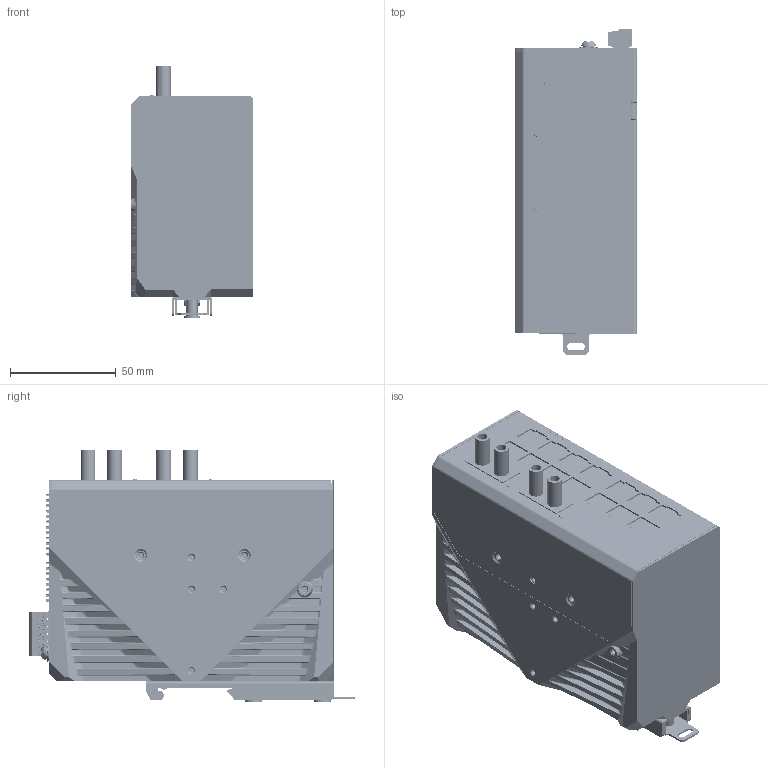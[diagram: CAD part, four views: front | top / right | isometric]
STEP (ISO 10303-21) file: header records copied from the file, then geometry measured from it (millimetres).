
FILE_DESCRIPTION((''),'2;1');
FILE_NAME('3D_EDS_2016_ML_ST','2020-01-08T13:40:47',('Dacia_Yao'),('PTC'),'CREO PARAMETRIC BY PTC INC, 2018020','CREO PARAMETRIC BY PTC INC, 2018020','');
FILE_SCHEMA(('AUTOMOTIVE_DESIGN { 1 0 10303 214 1 1 1 1 }'));
Products named in the file (1): 3D_EDS_2016_ML_ST
Bounding box: 58 x 153.67 x 119.53 mm (x, y, z)
Volume: 54387.4 mm3; surface area: 167920.1 mm2
Topology: 12 solids, 25 shells, 10540 faces, 29542 edges, 18696 vertices
Faces by surface type: plane 7811, cylinder 1924, cone 307, extrusion 251, bspline 121, torus 108, sphere 18
Entity records: 375483 total; most frequent: CARTESIAN_POINT 82973, ORIENTED_EDGE 58522, DIRECTION 51495, EDGE_CURVE 29494, VECTOR 23837, LINE 23586, VERTEX_POINT 18696, AXIS2_PLACEMENT_3D 13829
